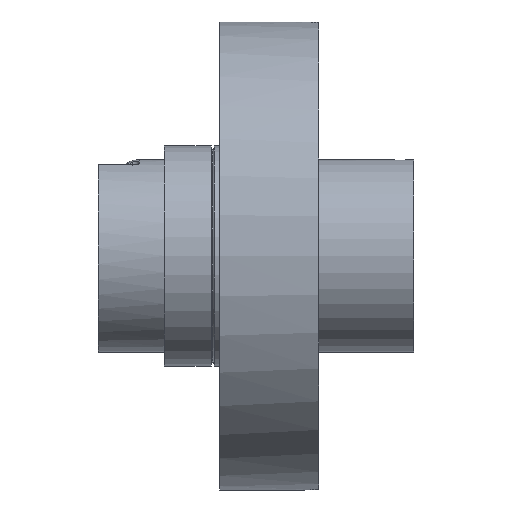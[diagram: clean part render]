
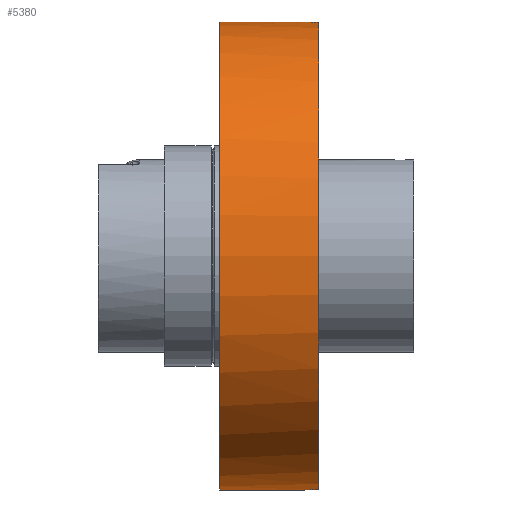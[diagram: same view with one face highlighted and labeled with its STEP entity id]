
A CAD part, top view. The second image highlights one B-rep face of the part: STEP entity #5380.
In plain terms, the highlighted cylindrical face has radius 17 mm (diameter 34 mm), a partial arc.
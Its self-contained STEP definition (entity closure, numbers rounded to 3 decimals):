
#240 = CARTESIAN_POINT ( 'NONE',  ( 0., -7.2, 17. ) ) ;
#418 = CARTESIAN_POINT ( 'NONE',  ( 0., -1., -17. ) ) ;
#548 = CARTESIAN_POINT ( 'NONE',  ( 0., -1., -17. ) ) ;
#903 = CARTESIAN_POINT ( 'NONE',  ( -0.503, -0.874, 16.993 ) ) ;
#929 = CARTESIAN_POINT ( 'NONE',  ( 0., -7.2, -17. ) ) ;
#982 = CARTESIAN_POINT ( 'NONE',  ( 0., 0., 0. ) ) ;
#1511 = VERTEX_POINT ( 'NONE', #240 ) ;
#1552 = CARTESIAN_POINT ( 'NONE',  ( -0.261, -0.974, -16.998 ) ) ;
#1781 = CARTESIAN_POINT ( 'NONE',  ( 0., -1., 17. ) ) ;
#1906 = ORIENTED_EDGE ( 'NONE', *, *, #7290, .T. ) ;
#2034 = CARTESIAN_POINT ( 'NONE',  ( -0.131, -1., 17. ) ) ;
#2067 = VECTOR ( 'NONE', #5173, 1000. ) ;
#2101 = FACE_OUTER_BOUND ( 'NONE', #13715, .T. ) ;
#2120 = DIRECTION ( 'NONE',  ( 0., 0., 1. ) ) ;
#2142 = ORIENTED_EDGE ( 'NONE', *, *, #5988, .F. ) ;
#2336 = DIRECTION ( 'NONE',  ( 0., 1., 0. ) ) ;
#2352 = AXIS2_PLACEMENT_3D ( 'NONE', #982, #8905, #2120 ) ;
#2680 = CARTESIAN_POINT ( 'NONE',  ( -0.614, -0.801, -16.989 ) ) ;
#2970 = VERTEX_POINT ( 'NONE', #14678 ) ;
#3110 = CARTESIAN_POINT ( 'NONE',  ( -1., 0., 16.971 ) ) ;
#3457 = DIRECTION ( 'NONE',  ( 0., 0., 1. ) ) ;
#3557 = DIRECTION ( 'NONE',  ( 0., 1., 0. ) ) ;
#3668 = VERTEX_POINT ( 'NONE', #7222 ) ;
#3820 = CARTESIAN_POINT ( 'NONE',  ( -0.874, -0.504, -16.978 ) ) ;
#4959 = CARTESIAN_POINT ( 'NONE',  ( -1., -0.132, -16.971 ) ) ;
#5061 = LINE ( 'NONE', #11969, #2067 ) ;
#5173 = DIRECTION ( 'NONE',  ( 0., 1., 0. ) ) ;
#5297 = EDGE_CURVE ( 'NONE', #2970, #13095, #8049, .T. ) ;
#5380 = ADVANCED_FACE ( 'NONE', ( #2101 ), #10058, .T. ) ;
#5713 = EDGE_CURVE ( 'NONE', #3668, #2970, #11287, .T. ) ;
#5988 = EDGE_CURVE ( 'NONE', #8595, #3668, #8708, .T. ) ;
#5992 = ORIENTED_EDGE ( 'NONE', *, *, #5297, .F. ) ;
#6325 = EDGE_CURVE ( 'NONE', #9781, #8595, #7046, .T. ) ;
#6407 = AXIS2_PLACEMENT_3D ( 'NONE', #11372, #2336, #3457 ) ;
#6542 = CARTESIAN_POINT ( 'NONE',  ( -0.873, -0.504, 16.978 ) ) ;
#7046 = LINE ( 'NONE', #9123, #9687 ) ;
#7114 = EDGE_CURVE ( 'NONE', #1511, #13095, #5061, .T. ) ;
#7222 = CARTESIAN_POINT ( 'NONE',  ( -1., 0., -16.971 ) ) ;
#7290 = EDGE_CURVE ( 'NONE', #9781, #1511, #13418, .T. ) ;
#7669 = CARTESIAN_POINT ( 'NONE',  ( -0.615, -0.8, 16.989 ) ) ;
#8049 = B_SPLINE_CURVE_WITH_KNOTS ( 'NONE', 3,
 ( #3110, #8769, #13329, #6542, #14476, #7669, #903, #8825, #2034, #9946 ),
 .UNSPECIFIED., .F., .F.,
 ( 4, 2, 2, 2, 4 ),
 ( 0., 0., 0.001, 0.001, 0.002 ),
 .UNSPECIFIED. ) ;
#8340 = CARTESIAN_POINT ( 'NONE',  ( -0.13, -1., -17. ) ) ;
#8595 = VERTEX_POINT ( 'NONE', #548 ) ;
#8708 = B_SPLINE_CURVE_WITH_KNOTS ( 'NONE', 3,
 ( #418, #8340, #1552, #9467, #2680, #10594, #3820, #11733, #4959, #12886 ),
 .UNSPECIFIED., .F., .F.,
 ( 4, 2, 2, 2, 4 ),
 ( 0.002, 0.002, 0.002, 0.003, 0.003 ),
 .UNSPECIFIED. ) ;
#8769 = CARTESIAN_POINT ( 'NONE',  ( -1., -0.132, 16.971 ) ) ;
#8825 = CARTESIAN_POINT ( 'NONE',  ( -0.262, -0.974, 16.998 ) ) ;
#8867 = ORIENTED_EDGE ( 'NONE', *, *, #5713, .F. ) ;
#8905 = DIRECTION ( 'NONE',  ( 0., 1., 0. ) ) ;
#9123 = CARTESIAN_POINT ( 'NONE',  ( 0., -7.2, -17. ) ) ;
#9302 = AXIS2_PLACEMENT_3D ( 'NONE', #10325, #3557, #11468 ) ;
#9374 = ORIENTED_EDGE ( 'NONE', *, *, #6325, .F. ) ;
#9467 = CARTESIAN_POINT ( 'NONE',  ( -0.503, -0.874, -16.993 ) ) ;
#9687 = VECTOR ( 'NONE', #13694, 1000. ) ;
#9781 = VERTEX_POINT ( 'NONE', #929 ) ;
#9946 = CARTESIAN_POINT ( 'NONE',  ( 0., -1., 17. ) ) ;
#10058 = CYLINDRICAL_SURFACE ( 'NONE', #6407, 17. ) ;
#10325 = CARTESIAN_POINT ( 'NONE',  ( 0., -7.2, 0. ) ) ;
#10594 = CARTESIAN_POINT ( 'NONE',  ( -0.8, -0.614, -16.981 ) ) ;
#11287 = CIRCLE ( 'NONE', #2352, 17. ) ;
#11372 = CARTESIAN_POINT ( 'NONE',  ( 0., -7.2, 0. ) ) ;
#11468 = DIRECTION ( 'NONE',  ( 0., 0., 1. ) ) ;
#11733 = CARTESIAN_POINT ( 'NONE',  ( -0.974, -0.262, -16.972 ) ) ;
#11969 = CARTESIAN_POINT ( 'NONE',  ( 0., -7.2, 17. ) ) ;
#12805 = ORIENTED_EDGE ( 'NONE', *, *, #7114, .T. ) ;
#12886 = CARTESIAN_POINT ( 'NONE',  ( -1., 0., -16.971 ) ) ;
#13095 = VERTEX_POINT ( 'NONE', #1781 ) ;
#13329 = CARTESIAN_POINT ( 'NONE',  ( -0.974, -0.262, 16.972 ) ) ;
#13418 = CIRCLE ( 'NONE', #9302, 17. ) ;
#13694 = DIRECTION ( 'NONE',  ( 0., 1., 0. ) ) ;
#13715 = EDGE_LOOP ( 'NONE', ( #9374, #1906, #12805, #5992, #8867, #2142 ) ) ;
#14476 = CARTESIAN_POINT ( 'NONE',  ( -0.799, -0.615, 16.981 ) ) ;
#14678 = CARTESIAN_POINT ( 'NONE',  ( -1., 0., 16.971 ) ) ;
